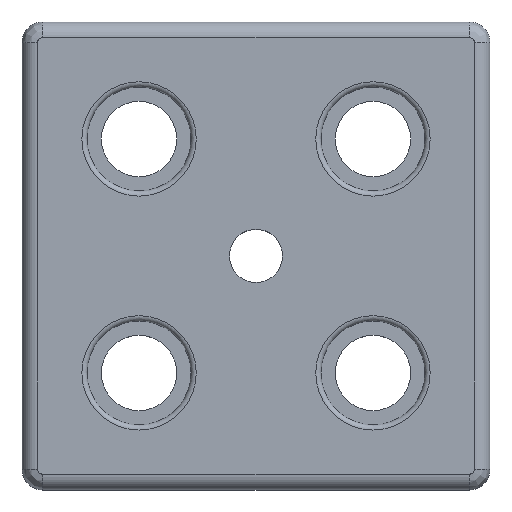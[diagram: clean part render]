
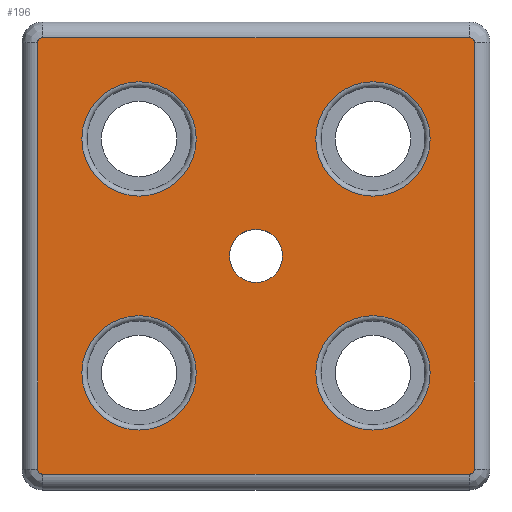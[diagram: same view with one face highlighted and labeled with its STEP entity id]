
A CAD part, top view. The second image highlights one B-rep face of the part: STEP entity #196.
In plain terms, the highlighted planar face has unit normal (0, 0, 1).
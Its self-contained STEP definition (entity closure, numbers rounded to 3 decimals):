
#196=ADVANCED_FACE('',(#234,#235,#236,#237,#238,#239),#240,.T.);
#234=FACE_BOUND('',#331,.T.);
#235=FACE_BOUND('',#332,.T.);
#236=FACE_BOUND('',#333,.T.);
#237=FACE_BOUND('',#334,.T.);
#238=FACE_OUTER_BOUND('',#335,.T.);
#239=FACE_BOUND('',#336,.T.);
#240=PLANE('',#337);
#331=EDGE_LOOP('',(#518));
#332=EDGE_LOOP('',(#519));
#333=EDGE_LOOP('',(#520));
#334=EDGE_LOOP('',(#521));
#335=EDGE_LOOP('',(#522,#523,#524,#525,#526,#527,#528,#529));
#336=EDGE_LOOP('',(#530));
#337=AXIS2_PLACEMENT_3D('',#531,#532,#533);
#518=ORIENTED_EDGE('',*,*,#731,.T.);
#519=ORIENTED_EDGE('',*,*,#732,.T.);
#520=ORIENTED_EDGE('',*,*,#733,.T.);
#521=ORIENTED_EDGE('',*,*,#734,.T.);
#522=ORIENTED_EDGE('',*,*,#735,.T.);
#523=ORIENTED_EDGE('',*,*,#736,.T.);
#524=ORIENTED_EDGE('',*,*,#737,.T.);
#525=ORIENTED_EDGE('',*,*,#738,.T.);
#526=ORIENTED_EDGE('',*,*,#739,.T.);
#527=ORIENTED_EDGE('',*,*,#740,.T.);
#528=ORIENTED_EDGE('',*,*,#741,.T.);
#529=ORIENTED_EDGE('',*,*,#742,.T.);
#530=ORIENTED_EDGE('',*,*,#743,.F.);
#531=CARTESIAN_POINT('',(0.0,0.0,16.0));
#532=DIRECTION('',(0.0,0.0,1.0));
#533=DIRECTION('',(1.0,0.0,0.0));
#731=EDGE_CURVE('',#794,#794,#795,.F.);
#732=EDGE_CURVE('',#796,#796,#797,.F.);
#733=EDGE_CURVE('',#798,#798,#799,.F.);
#734=EDGE_CURVE('',#800,#800,#801,.F.);
#735=EDGE_CURVE('',#802,#803,#804,.T.);
#736=EDGE_CURVE('',#803,#805,#806,.T.);
#737=EDGE_CURVE('',#805,#807,#808,.T.);
#738=EDGE_CURVE('',#807,#809,#810,.T.);
#739=EDGE_CURVE('',#809,#811,#812,.T.);
#740=EDGE_CURVE('',#811,#813,#814,.T.);
#741=EDGE_CURVE('',#813,#815,#816,.T.);
#742=EDGE_CURVE('',#815,#802,#817,.T.);
#743=EDGE_CURVE('',#818,#818,#819,.T.);
#794=VERTEX_POINT('',#902);
#795=CIRCLE('',#903,11.0);
#796=VERTEX_POINT('',#904);
#797=CIRCLE('',#905,11.0);
#798=VERTEX_POINT('',#906);
#799=CIRCLE('',#907,11.0);
#800=VERTEX_POINT('',#908);
#801=CIRCLE('',#909,11.0);
#802=VERTEX_POINT('',#910);
#803=VERTEX_POINT('',#911);
#804=LINE('',#912,#913);
#805=VERTEX_POINT('',#914);
#806=CIRCLE('',#915,1.0);
#807=VERTEX_POINT('',#916);
#808=LINE('',#917,#918);
#809=VERTEX_POINT('',#919);
#810=CIRCLE('',#920,1.0);
#811=VERTEX_POINT('',#921);
#812=LINE('',#922,#923);
#813=VERTEX_POINT('',#924);
#814=CIRCLE('',#925,1.0);
#815=VERTEX_POINT('',#926);
#816=LINE('',#927,#928);
#817=CIRCLE('',#929,1.0);
#818=VERTEX_POINT('',#930);
#819=CIRCLE('',#931,5.1);
#902=CARTESIAN_POINT('',(33.5,-22.5,16.0));
#903=AXIS2_PLACEMENT_3D('',#1031,#1032,#1033);
#904=CARTESIAN_POINT('',(-11.5,-22.5,16.0));
#905=AXIS2_PLACEMENT_3D('',#1034,#1035,#1036);
#906=CARTESIAN_POINT('',(33.5,22.5,16.0));
#907=AXIS2_PLACEMENT_3D('',#1037,#1038,#1039);
#908=CARTESIAN_POINT('',(-11.5,22.5,16.0));
#909=AXIS2_PLACEMENT_3D('',#1040,#1041,#1042);
#910=CARTESIAN_POINT('',(42.0,-41.0,16.0));
#911=CARTESIAN_POINT('',(42.0,41.0,16.0));
#912=CARTESIAN_POINT('',(42.0,0.,16.0));
#913=VECTOR('',#1043,1.0);
#914=CARTESIAN_POINT('',(41.0,42.0,16.0));
#915=AXIS2_PLACEMENT_3D('',#1044,#1045,#1046);
#916=CARTESIAN_POINT('',(-41.0,42.0,16.0));
#917=CARTESIAN_POINT('',(0.,42.0,16.0));
#918=VECTOR('',#1047,1.0);
#919=CARTESIAN_POINT('',(-42.0,41.0,16.0));
#920=AXIS2_PLACEMENT_3D('',#1048,#1049,#1050);
#921=CARTESIAN_POINT('',(-42.0,-41.0,16.0));
#922=CARTESIAN_POINT('',(-42.0,0.,16.0));
#923=VECTOR('',#1051,1.0);
#924=CARTESIAN_POINT('',(-41.0,-42.0,16.0));
#925=AXIS2_PLACEMENT_3D('',#1052,#1053,#1054);
#926=CARTESIAN_POINT('',(41.0,-42.0,16.0));
#927=CARTESIAN_POINT('',(0.0,-42.0,16.0));
#928=VECTOR('',#1055,1.0);
#929=AXIS2_PLACEMENT_3D('',#1056,#1057,#1058);
#930=CARTESIAN_POINT('',(0.,5.1,16.0));
#931=AXIS2_PLACEMENT_3D('',#1059,#1060,#1061);
#1031=CARTESIAN_POINT('',(22.5,-22.5,16.0));
#1032=DIRECTION('',(0.0,0.0,1.0));
#1033=DIRECTION('',(1.0,0.0,0.0));
#1034=CARTESIAN_POINT('',(-22.5,-22.5,16.0));
#1035=DIRECTION('',(0.0,0.0,1.0));
#1036=DIRECTION('',(1.0,0.0,0.0));
#1037=CARTESIAN_POINT('',(22.5,22.5,16.0));
#1038=DIRECTION('',(0.0,0.0,1.0));
#1039=DIRECTION('',(1.0,0.0,0.0));
#1040=CARTESIAN_POINT('',(-22.5,22.5,16.0));
#1041=DIRECTION('',(0.0,0.0,1.0));
#1042=DIRECTION('',(1.0,0.0,0.0));
#1043=DIRECTION('',(0.,1.0,0.0));
#1044=CARTESIAN_POINT('',(41.0,41.0,16.0));
#1045=DIRECTION('',(0.0,0.0,1.0));
#1046=DIRECTION('',(1.0,0.0,0.0));
#1047=DIRECTION('',(-1.0,0.,0.0));
#1048=CARTESIAN_POINT('',(-41.0,41.0,16.0));
#1049=DIRECTION('',(0.0,0.0,1.0));
#1050=DIRECTION('',(1.0,0.0,0.0));
#1051=DIRECTION('',(0.,-1.0,0.0));
#1052=CARTESIAN_POINT('',(-41.0,-41.0,16.0));
#1053=DIRECTION('',(0.0,0.0,1.0));
#1054=DIRECTION('',(1.0,0.0,0.0));
#1055=DIRECTION('',(1.0,0.0,0.0));
#1056=CARTESIAN_POINT('',(41.0,-41.0,16.0));
#1057=DIRECTION('',(0.0,0.0,1.0));
#1058=DIRECTION('',(1.0,0.0,0.0));
#1059=CARTESIAN_POINT('',(0.0,0.,16.0));
#1060=DIRECTION('',(0.0,0.0,1.0));
#1061=DIRECTION('',(0.,1.0,0.0));
